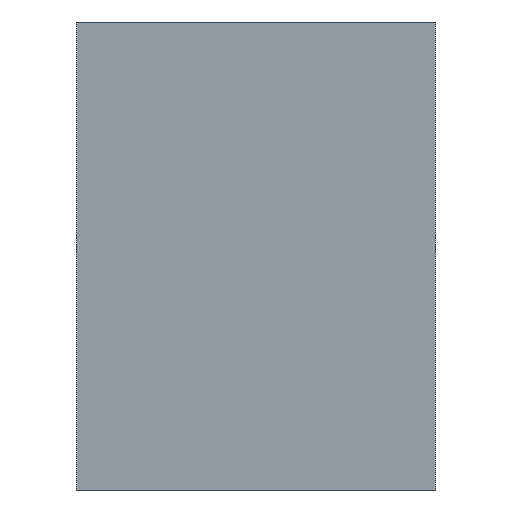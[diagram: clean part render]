
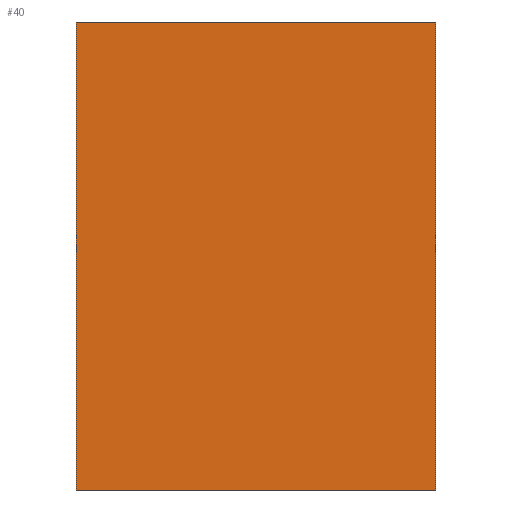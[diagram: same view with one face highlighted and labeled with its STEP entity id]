
A CAD part, left-side view. The second image highlights one B-rep face of the part: STEP entity #40.
In plain terms, the highlighted planar face has unit normal (-1, 0, 0).
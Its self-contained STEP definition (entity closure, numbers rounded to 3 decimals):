
#40 = ADVANCED_FACE( '', ( #82 ), #83, .F. );
#82 = FACE_OUTER_BOUND( '', #119, .T. );
#83 = PLANE( '', #120 );
#119 = EDGE_LOOP( '', ( #167, #168, #169, #170 ) );
#120 = AXIS2_PLACEMENT_3D( '', #171, #172, #173 );
#167 = ORIENTED_EDGE( '', *, *, #204, .T. );
#168 = ORIENTED_EDGE( '', *, *, #215, .F. );
#169 = ORIENTED_EDGE( '', *, *, #211, .F. );
#170 = ORIENTED_EDGE( '', *, *, #206, .T. );
#171 = CARTESIAN_POINT( '', ( -173., 21.5, 56. ) );
#172 = DIRECTION( '', ( 1., 0., 0. ) );
#173 = DIRECTION( '', ( 0., 0., -1. ) );
#204 = EDGE_CURVE( '', #229, #233, #235, .T. );
#206 = EDGE_CURVE( '', #237, #229, #238, .T. );
#211 = EDGE_CURVE( '', #237, #245, #246, .T. );
#215 = EDGE_CURVE( '', #245, #233, #251, .T. );
#229 = VERTEX_POINT( '', #265 );
#233 = VERTEX_POINT( '', #271 );
#235 = LINE( '', #274, #275 );
#237 = VERTEX_POINT( '', #277 );
#238 = LINE( '', #278, #279 );
#245 = VERTEX_POINT( '', #288 );
#246 = LINE( '', #289, #290 );
#251 = LINE( '', #297, #298 );
#265 = CARTESIAN_POINT( '', ( -173., 21.5, 0. ) );
#271 = CARTESIAN_POINT( '', ( -173., -21.5, 0. ) );
#274 = CARTESIAN_POINT( '', ( -173., 21.5, 0. ) );
#275 = VECTOR( '', #316, 1000. );
#277 = CARTESIAN_POINT( '', ( -173., 21.5, 56. ) );
#278 = CARTESIAN_POINT( '', ( -173., 21.5, 56. ) );
#279 = VECTOR( '', #317, 1000. );
#288 = CARTESIAN_POINT( '', ( -173., -21.5, 56. ) );
#289 = CARTESIAN_POINT( '', ( -173., 21.5, 56. ) );
#290 = VECTOR( '', #323, 1000. );
#297 = CARTESIAN_POINT( '', ( -173., -21.5, 56. ) );
#298 = VECTOR( '', #326, 1000. );
#316 = DIRECTION( '', ( 0., -1., 0. ) );
#317 = DIRECTION( '', ( 0., 0., -1. ) );
#323 = DIRECTION( '', ( 0., -1., 0. ) );
#326 = DIRECTION( '', ( 0., 0., -1. ) );
